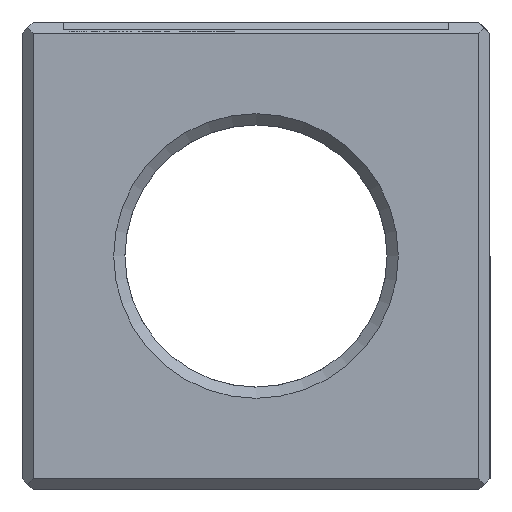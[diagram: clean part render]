
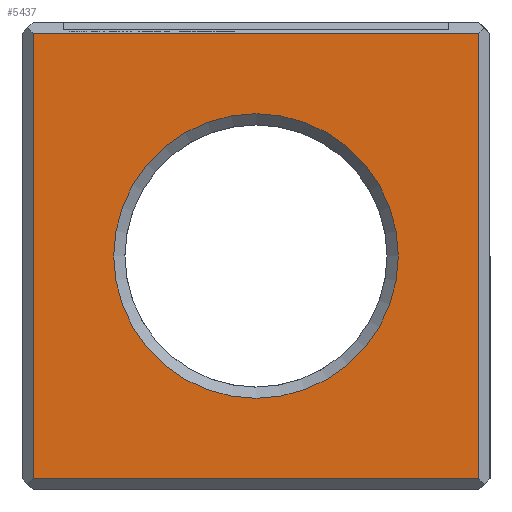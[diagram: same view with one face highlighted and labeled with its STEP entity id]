
A CAD part, left-side view. The second image highlights one B-rep face of the part: STEP entity #5437.
In plain terms, the highlighted planar face has unit normal (-1, 0, 0).
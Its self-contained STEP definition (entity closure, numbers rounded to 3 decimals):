
#72 = PLANE('',#73);
#73 = AXIS2_PLACEMENT_3D('',#74,#75,#76);
#74 = CARTESIAN_POINT('',(0.,0.,0.3));
#75 = DIRECTION('',(-0.707,0.,-0.707)
  );
#76 = DIRECTION('',(0.707,0.,-0.707));
#1167 = PLANE('',#1168);
#1168 = AXIS2_PLACEMENT_3D('',#1169,#1170,#1171);
#1169 = CARTESIAN_POINT('',(0.3,12.5,0.));
#1170 = DIRECTION('',(0.707,-0.707,0.));
#1171 = DIRECTION('',(-0.707,-0.707,0.));
#1398 = PLANE('',#1399);
#1399 = AXIS2_PLACEMENT_3D('',#1400,#1401,#1402);
#1400 = CARTESIAN_POINT('',(0.3,0.,0.));
#1401 = DIRECTION('',(-0.707,-0.707,0.));
#1402 = DIRECTION('',(-0.707,0.707,0.));
#1466 = VERTEX_POINT('',#1467);
#1467 = CARTESIAN_POINT('',(0.,0.3,0.3));
#1488 = EDGE_CURVE('',#1466,#1489,#1491,.T.);
#1489 = VERTEX_POINT('',#1490);
#1490 = CARTESIAN_POINT('',(0.,12.2,0.3));
#1491 = SURFACE_CURVE('',#1492,(#1496,#1503),.PCURVE_S1.);
#1492 = LINE('',#1493,#1494);
#1493 = CARTESIAN_POINT('',(0.,0.,0.3));
#1494 = VECTOR('',#1495,1.);
#1495 = DIRECTION('',(0.,1.,0.));
#1496 = PCURVE('',#72,#1497);
#1497 = DEFINITIONAL_REPRESENTATION('',(#1498),#1502);
#1498 = LINE('',#1499,#1500);
#1499 = CARTESIAN_POINT('',(0.,0.));
#1500 = VECTOR('',#1501,1.);
#1501 = DIRECTION('',(0.,-1.));
#1502 = ( GEOMETRIC_REPRESENTATION_CONTEXT(2) 
PARAMETRIC_REPRESENTATION_CONTEXT() REPRESENTATION_CONTEXT('2D SPACE',''
  ) );
#1503 = PCURVE('',#1504,#1509);
#1504 = PLANE('',#1505);
#1505 = AXIS2_PLACEMENT_3D('',#1506,#1507,#1508);
#1506 = CARTESIAN_POINT('',(0.,12.5,0.));
#1507 = DIRECTION('',(1.,0.,0.));
#1508 = DIRECTION('',(0.,-1.,0.));
#1509 = DEFINITIONAL_REPRESENTATION('',(#1510),#1514);
#1510 = LINE('',#1511,#1512);
#1511 = CARTESIAN_POINT('',(12.5,-0.3));
#1512 = VECTOR('',#1513,1.);
#1513 = DIRECTION('',(-1.,0.));
#1514 = ( GEOMETRIC_REPRESENTATION_CONTEXT(2) 
PARAMETRIC_REPRESENTATION_CONTEXT() REPRESENTATION_CONTEXT('2D SPACE',''
  ) );
#4129 = VERTEX_POINT('',#4130);
#4130 = CARTESIAN_POINT('',(0.,12.2,12.2));
#4144 = PLANE('',#4145);
#4145 = AXIS2_PLACEMENT_3D('',#4146,#4147,#4148);
#4146 = CARTESIAN_POINT('',(0.3,0.,12.5));
#4147 = DIRECTION('',(-0.707,0.,0.707
    ));
#4148 = DIRECTION('',(-0.707,0.,-0.707
    ));
#4156 = EDGE_CURVE('',#1489,#4129,#4157,.T.);
#4157 = SURFACE_CURVE('',#4158,(#4162,#4169),.PCURVE_S1.);
#4158 = LINE('',#4159,#4160);
#4159 = CARTESIAN_POINT('',(0.,12.2,0.));
#4160 = VECTOR('',#4161,1.);
#4161 = DIRECTION('',(0.,0.,1.));
#4162 = PCURVE('',#1167,#4163);
#4163 = DEFINITIONAL_REPRESENTATION('',(#4164),#4168);
#4164 = LINE('',#4165,#4166);
#4165 = CARTESIAN_POINT('',(0.424,0.));
#4166 = VECTOR('',#4167,1.);
#4167 = DIRECTION('',(0.,-1.));
#4168 = ( GEOMETRIC_REPRESENTATION_CONTEXT(2) 
PARAMETRIC_REPRESENTATION_CONTEXT() REPRESENTATION_CONTEXT('2D SPACE',''
  ) );
#4169 = PCURVE('',#1504,#4170);
#4170 = DEFINITIONAL_REPRESENTATION('',(#4171),#4175);
#4171 = LINE('',#4172,#4173);
#4172 = CARTESIAN_POINT('',(0.3,0.));
#4173 = VECTOR('',#4174,1.);
#4174 = DIRECTION('',(0.,-1.));
#4175 = ( GEOMETRIC_REPRESENTATION_CONTEXT(2) 
PARAMETRIC_REPRESENTATION_CONTEXT() REPRESENTATION_CONTEXT('2D SPACE',''
  ) );
#5394 = VERTEX_POINT('',#5395);
#5395 = CARTESIAN_POINT('',(0.,0.3,12.2));
#5416 = EDGE_CURVE('',#1466,#5394,#5417,.T.);
#5417 = SURFACE_CURVE('',#5418,(#5422,#5429),.PCURVE_S1.);
#5418 = LINE('',#5419,#5420);
#5419 = CARTESIAN_POINT('',(0.,0.3,0.));
#5420 = VECTOR('',#5421,1.);
#5421 = DIRECTION('',(0.,0.,1.));
#5422 = PCURVE('',#1398,#5423);
#5423 = DEFINITIONAL_REPRESENTATION('',(#5424),#5428);
#5424 = LINE('',#5425,#5426);
#5425 = CARTESIAN_POINT('',(0.424,0.));
#5426 = VECTOR('',#5427,1.);
#5427 = DIRECTION('',(0.,-1.));
#5428 = ( GEOMETRIC_REPRESENTATION_CONTEXT(2) 
PARAMETRIC_REPRESENTATION_CONTEXT() REPRESENTATION_CONTEXT('2D SPACE',''
  ) );
#5429 = PCURVE('',#1504,#5430);
#5430 = DEFINITIONAL_REPRESENTATION('',(#5431),#5435);
#5431 = LINE('',#5432,#5433);
#5432 = CARTESIAN_POINT('',(12.2,0.));
#5433 = VECTOR('',#5434,1.);
#5434 = DIRECTION('',(0.,-1.));
#5435 = ( GEOMETRIC_REPRESENTATION_CONTEXT(2) 
PARAMETRIC_REPRESENTATION_CONTEXT() REPRESENTATION_CONTEXT('2D SPACE',''
  ) );
#5437 = ADVANCED_FACE('',(#5438,#5464),#1504,.F.);
#5438 = FACE_BOUND('',#5439,.F.);
#5439 = EDGE_LOOP('',(#5440,#5441,#5442,#5443));
#5440 = ORIENTED_EDGE('',*,*,#5416,.F.);
#5441 = ORIENTED_EDGE('',*,*,#1488,.T.);
#5442 = ORIENTED_EDGE('',*,*,#4156,.T.);
#5443 = ORIENTED_EDGE('',*,*,#5444,.F.);
#5444 = EDGE_CURVE('',#5394,#4129,#5445,.T.);
#5445 = SURFACE_CURVE('',#5446,(#5450,#5457),.PCURVE_S1.);
#5446 = LINE('',#5447,#5448);
#5447 = CARTESIAN_POINT('',(0.,0.,12.2));
#5448 = VECTOR('',#5449,1.);
#5449 = DIRECTION('',(0.,1.,0.));
#5450 = PCURVE('',#1504,#5451);
#5451 = DEFINITIONAL_REPRESENTATION('',(#5452),#5456);
#5452 = LINE('',#5453,#5454);
#5453 = CARTESIAN_POINT('',(12.5,-12.2));
#5454 = VECTOR('',#5455,1.);
#5455 = DIRECTION('',(-1.,0.));
#5456 = ( GEOMETRIC_REPRESENTATION_CONTEXT(2) 
PARAMETRIC_REPRESENTATION_CONTEXT() REPRESENTATION_CONTEXT('2D SPACE',''
  ) );
#5457 = PCURVE('',#4144,#5458);
#5458 = DEFINITIONAL_REPRESENTATION('',(#5459),#5463);
#5459 = LINE('',#5460,#5461);
#5460 = CARTESIAN_POINT('',(0.424,0.));
#5461 = VECTOR('',#5462,1.);
#5462 = DIRECTION('',(0.,-1.));
#5463 = ( GEOMETRIC_REPRESENTATION_CONTEXT(2) 
PARAMETRIC_REPRESENTATION_CONTEXT() REPRESENTATION_CONTEXT('2D SPACE',''
  ) );
#5464 = FACE_BOUND('',#5465,.F.);
#5465 = EDGE_LOOP('',(#5466));
#5466 = ORIENTED_EDGE('',*,*,#5467,.T.);
#5467 = EDGE_CURVE('',#5468,#5468,#5470,.T.);
#5468 = VERTEX_POINT('',#5469);
#5469 = CARTESIAN_POINT('',(0.,2.45,6.25));
#5470 = SURFACE_CURVE('',#5471,(#5476,#5487),.PCURVE_S1.);
#5471 = CIRCLE('',#5472,3.8);
#5472 = AXIS2_PLACEMENT_3D('',#5473,#5474,#5475);
#5473 = CARTESIAN_POINT('',(0.,6.25,6.25));
#5474 = DIRECTION('',(-1.,0.,0.));
#5475 = DIRECTION('',(0.,-1.,0.));
#5476 = PCURVE('',#1504,#5477);
#5477 = DEFINITIONAL_REPRESENTATION('',(#5478),#5486);
#5478 = ( BOUNDED_CURVE() B_SPLINE_CURVE(2,(#5479,#5480,#5481,#5482,
#5483,#5484,#5485),.UNSPECIFIED.,.T.,.F.) B_SPLINE_CURVE_WITH_KNOTS((1,2
    ,2,2,2,1),(-2.094,0.,2.094,4.189,
6.283,8.378),.UNSPECIFIED.) CURVE() 
GEOMETRIC_REPRESENTATION_ITEM() RATIONAL_B_SPLINE_CURVE((1.,0.5,1.,0.5,
1.,0.5,1.)) REPRESENTATION_ITEM('') );
#5479 = CARTESIAN_POINT('',(10.05,-6.25));
#5480 = CARTESIAN_POINT('',(10.05,-12.832));
#5481 = CARTESIAN_POINT('',(4.35,-9.541));
#5482 = CARTESIAN_POINT('',(-1.35,-6.25));
#5483 = CARTESIAN_POINT('',(4.35,-2.959));
#5484 = CARTESIAN_POINT('',(10.05,0.332));
#5485 = CARTESIAN_POINT('',(10.05,-6.25));
#5486 = ( GEOMETRIC_REPRESENTATION_CONTEXT(2) 
PARAMETRIC_REPRESENTATION_CONTEXT() REPRESENTATION_CONTEXT('2D SPACE',''
  ) );
#5487 = PCURVE('',#5488,#5493);
#5488 = CONICAL_SURFACE('',#5489,3.5,0.785);
#5489 = AXIS2_PLACEMENT_3D('',#5490,#5491,#5492);
#5490 = CARTESIAN_POINT('',(0.3,6.25,6.25));
#5491 = DIRECTION('',(-1.,-0.,-0.));
#5492 = DIRECTION('',(0.,-1.,0.));
#5493 = DEFINITIONAL_REPRESENTATION('',(#5494),#5498);
#5494 = LINE('',#5495,#5496);
#5495 = CARTESIAN_POINT('',(0.,0.3));
#5496 = VECTOR('',#5497,1.);
#5497 = DIRECTION('',(1.,0.));
#5498 = ( GEOMETRIC_REPRESENTATION_CONTEXT(2) 
PARAMETRIC_REPRESENTATION_CONTEXT() REPRESENTATION_CONTEXT('2D SPACE',''
  ) );
